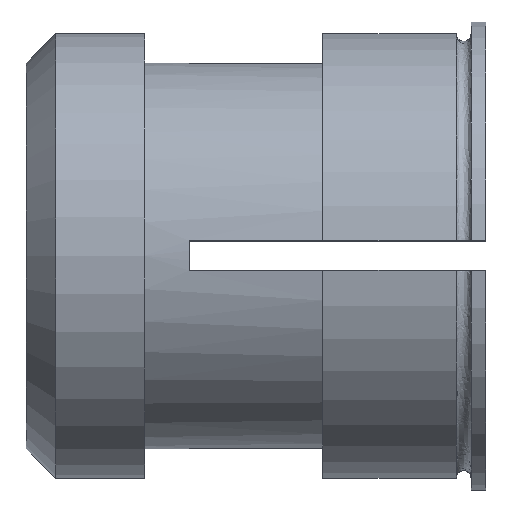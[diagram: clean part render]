
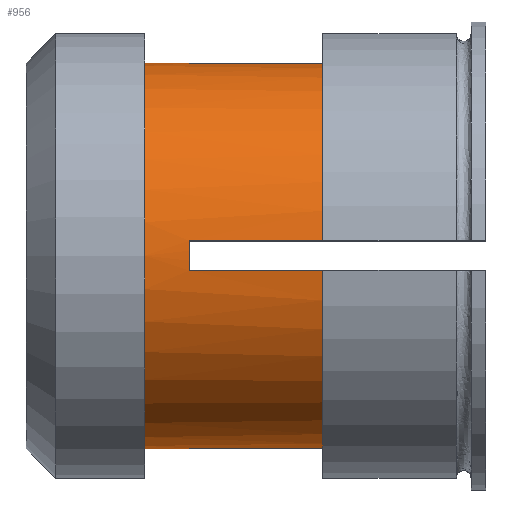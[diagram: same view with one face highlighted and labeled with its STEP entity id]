
A CAD part, top view. The second image highlights one B-rep face of the part: STEP entity #956.
In plain terms, the highlighted cylindrical face has radius 6.5 mm (diameter 13 mm), a partial arc.
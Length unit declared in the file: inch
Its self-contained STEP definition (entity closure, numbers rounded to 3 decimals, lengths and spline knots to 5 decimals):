
#7 = CARTESIAN_POINT ( 'NONE',  ( -0.03051, 0., 0. ) ) ;
#15 = EDGE_CURVE ( 'NONE', #380, #1716, #86, .T. ) ;
#28 = DIRECTION ( 'NONE',  ( -1., 0., 0. ) ) ;
#49 = ORIENTED_EDGE ( 'NONE', *, *, #15, .F. ) ;
#86 = CIRCLE ( 'NONE', #355, 0.25591 ) ;
#119 = DIRECTION ( 'NONE',  ( 1., 0., 0. ) ) ;
#136 = ORIENTED_EDGE ( 'NONE', *, *, #1941, .T. ) ;
#189 = DIRECTION ( 'NONE',  ( 1., 0., 0. ) ) ;
#190 = EDGE_CURVE ( 'NONE', #338, #1555, #1091, .T. ) ;
#192 = DIRECTION ( 'NONE',  ( 0., 0., -1. ) ) ;
#199 = AXIS2_PLACEMENT_3D ( 'NONE', #523, #1148, #504 ) ;
#213 = LINE ( 'NONE', #513, #257 ) ;
#215 = DIRECTION ( 'NONE',  ( -1., 0., 0. ) ) ;
#239 = ORIENTED_EDGE ( 'NONE', *, *, #190, .T. ) ;
#257 = VECTOR ( 'NONE', #1795, 39.37008 ) ;
#281 = CARTESIAN_POINT ( 'NONE',  ( 0.3937, -0.01969, 0.25515 ) ) ;
#302 = VERTEX_POINT ( 'NONE', #820 ) ;
#321 = EDGE_CURVE ( 'NONE', #1555, #1706, #420, .T. ) ;
#338 = VERTEX_POINT ( 'NONE', #698 ) ;
#355 = AXIS2_PLACEMENT_3D ( 'NONE', #1003, #215, #192 ) ;
#380 = VERTEX_POINT ( 'NONE', #1689 ) ;
#420 = CIRCLE ( 'NONE', #1308, 0.25591 ) ;
#459 = ORIENTED_EDGE ( 'NONE', *, *, #1912, .T. ) ;
#460 = CARTESIAN_POINT ( 'NONE',  ( 0.21654, 0., 0. ) ) ;
#495 = ORIENTED_EDGE ( 'NONE', *, *, #1218, .T. ) ;
#504 = DIRECTION ( 'NONE',  ( 0., 0., -1. ) ) ;
#506 = FACE_OUTER_BOUND ( 'NONE', #1693, .T. ) ;
#513 = CARTESIAN_POINT ( 'NONE',  ( 0.61024, -0.01969, 0.25515 ) ) ;
#523 = CARTESIAN_POINT ( 'NONE',  ( 0.21654, 0., 0. ) ) ;
#531 = CARTESIAN_POINT ( 'NONE',  ( 0.21654, 0.25591, 0. ) ) ;
#532 = CIRCLE ( 'NONE', #1709, 0.25591 ) ;
#591 = VECTOR ( 'NONE', #189, 39.37008 ) ;
#635 = AXIS2_PLACEMENT_3D ( 'NONE', #460, #657, #797 ) ;
#657 = DIRECTION ( 'NONE',  ( -1., 0., 0. ) ) ;
#677 = LINE ( 'NONE', #1657, #591 ) ;
#698 = CARTESIAN_POINT ( 'NONE',  ( 0.21654, -0.25515, 0.01969 ) ) ;
#732 = VERTEX_POINT ( 'NONE', #1119 ) ;
#773 = VECTOR ( 'NONE', #1742, 39.37008 ) ;
#797 = DIRECTION ( 'NONE',  ( 0., 0., -1. ) ) ;
#807 = DIRECTION ( 'NONE',  ( -1., 0., 0. ) ) ;
#820 = CARTESIAN_POINT ( 'NONE',  ( 0.3937, 0.01969, 0.25515 ) ) ;
#841 = LINE ( 'NONE', #1471, #2085 ) ;
#895 = ORIENTED_EDGE ( 'NONE', *, *, #321, .T. ) ;
#928 = EDGE_CURVE ( 'NONE', #1380, #1643, #1507, .T. ) ;
#934 = LINE ( 'NONE', #1565, #773 ) ;
#953 = ORIENTED_EDGE ( 'NONE', *, *, #1233, .F. ) ;
#956 = ADVANCED_FACE ( 'NONE', ( #506 ), #1634, .T. ) ;
#975 = AXIS2_PLACEMENT_3D ( 'NONE', #7, #1624, #1798 ) ;
#979 = CIRCLE ( 'NONE', #199, 0.25591 ) ;
#1003 = CARTESIAN_POINT ( 'NONE',  ( 0.15748, 0., 0. ) ) ;
#1037 = ORIENTED_EDGE ( 'NONE', *, *, #1266, .T. ) ;
#1055 = VERTEX_POINT ( 'NONE', #1381 ) ;
#1091 = LINE ( 'NONE', #1728, #1954 ) ;
#1119 = CARTESIAN_POINT ( 'NONE',  ( 0.21654, -0.01969, 0.25515 ) ) ;
#1123 = CARTESIAN_POINT ( 'NONE',  ( 0.21654, 0.01969, 0.25515 ) ) ;
#1148 = DIRECTION ( 'NONE',  ( 1., 0., 0. ) ) ;
#1201 = ORIENTED_EDGE ( 'NONE', *, *, #1230, .T. ) ;
#1218 = EDGE_CURVE ( 'NONE', #1706, #732, #213, .T. ) ;
#1230 = EDGE_CURVE ( 'NONE', #380, #1429, #677, .T. ) ;
#1233 = EDGE_CURVE ( 'NONE', #1593, #732, #979, .T. ) ;
#1266 = EDGE_CURVE ( 'NONE', #1593, #302, #841, .T. ) ;
#1289 = EDGE_CURVE ( 'NONE', #302, #1055, #532, .T. ) ;
#1308 = AXIS2_PLACEMENT_3D ( 'NONE', #1971, #807, #1439 ) ;
#1324 = DIRECTION ( 'NONE',  ( 0., 0., -1. ) ) ;
#1380 = VERTEX_POINT ( 'NONE', #1888 ) ;
#1381 = CARTESIAN_POINT ( 'NONE',  ( 0.3937, 0.25515, 0.01969 ) ) ;
#1384 = CARTESIAN_POINT ( 'NONE',  ( 0.15748, 0.25591, 0. ) ) ;
#1429 = VERTEX_POINT ( 'NONE', #1839 ) ;
#1430 = LINE ( 'NONE', #2070, #1860 ) ;
#1439 = DIRECTION ( 'NONE',  ( 0., 0., -1. ) ) ;
#1459 = DIRECTION ( 'NONE',  ( 1., 0., 0. ) ) ;
#1471 = CARTESIAN_POINT ( 'NONE',  ( 0.61024, 0.01969, 0.25515 ) ) ;
#1475 = CARTESIAN_POINT ( 'NONE',  ( 0.21654, 0., 0. ) ) ;
#1507 = CIRCLE ( 'NONE', #1607, 0.25591 ) ;
#1555 = VERTEX_POINT ( 'NONE', #1780 ) ;
#1565 = CARTESIAN_POINT ( 'NONE',  ( -0.03051, 0.25591, 0. ) ) ;
#1593 = VERTEX_POINT ( 'NONE', #1123 ) ;
#1607 = AXIS2_PLACEMENT_3D ( 'NONE', #1475, #1992, #1324 ) ;
#1624 = DIRECTION ( 'NONE',  ( 1., 0., 0. ) ) ;
#1630 = ORIENTED_EDGE ( 'NONE', *, *, #1926, .T. ) ;
#1634 = CYLINDRICAL_SURFACE ( 'NONE', #975, 0.25591 ) ;
#1643 = VERTEX_POINT ( 'NONE', #531 ) ;
#1657 = CARTESIAN_POINT ( 'NONE',  ( -0.03051, -0.25591, 0. ) ) ;
#1685 = ORIENTED_EDGE ( 'NONE', *, *, #1289, .T. ) ;
#1689 = CARTESIAN_POINT ( 'NONE',  ( 0.15748, -0.25591, 0. ) ) ;
#1693 = EDGE_LOOP ( 'NONE', ( #495, #953, #1037, #1685, #136, #1726, #1630, #49, #1201, #459, #239, #895 ) ) ;
#1706 = VERTEX_POINT ( 'NONE', #281 ) ;
#1709 = AXIS2_PLACEMENT_3D ( 'NONE', #1989, #28, #1787 ) ;
#1715 = CIRCLE ( 'NONE', #635, 0.25591 ) ;
#1716 = VERTEX_POINT ( 'NONE', #1384 ) ;
#1726 = ORIENTED_EDGE ( 'NONE', *, *, #928, .T. ) ;
#1728 = CARTESIAN_POINT ( 'NONE',  ( 0.61024, -0.25515, 0.01969 ) ) ;
#1742 = DIRECTION ( 'NONE',  ( -1., 0., 0. ) ) ;
#1780 = CARTESIAN_POINT ( 'NONE',  ( 0.3937, -0.25515, 0.01969 ) ) ;
#1787 = DIRECTION ( 'NONE',  ( 0., 0., -1. ) ) ;
#1795 = DIRECTION ( 'NONE',  ( -1., 0., 0. ) ) ;
#1798 = DIRECTION ( 'NONE',  ( 0., 0., -1. ) ) ;
#1839 = CARTESIAN_POINT ( 'NONE',  ( 0.21654, -0.25591, 0. ) ) ;
#1860 = VECTOR ( 'NONE', #2083, 39.37008 ) ;
#1888 = CARTESIAN_POINT ( 'NONE',  ( 0.21654, 0.25515, 0.01969 ) ) ;
#1912 = EDGE_CURVE ( 'NONE', #1429, #338, #1715, .T. ) ;
#1926 = EDGE_CURVE ( 'NONE', #1643, #1716, #934, .T. ) ;
#1941 = EDGE_CURVE ( 'NONE', #1055, #1380, #1430, .T. ) ;
#1954 = VECTOR ( 'NONE', #119, 39.37008 ) ;
#1971 = CARTESIAN_POINT ( 'NONE',  ( 0.3937, 0., 0. ) ) ;
#1989 = CARTESIAN_POINT ( 'NONE',  ( 0.3937, 0., 0. ) ) ;
#1992 = DIRECTION ( 'NONE',  ( -1., 0., 0. ) ) ;
#2070 = CARTESIAN_POINT ( 'NONE',  ( 0.61024, 0.25515, 0.01969 ) ) ;
#2083 = DIRECTION ( 'NONE',  ( -1., 0., 0. ) ) ;
#2085 = VECTOR ( 'NONE', #1459, 39.37008 ) ;
